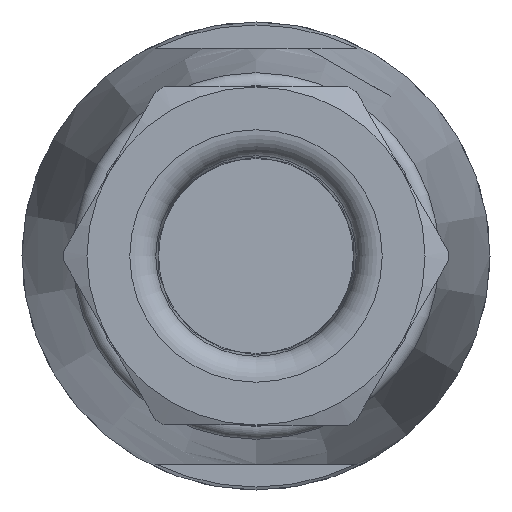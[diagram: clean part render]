
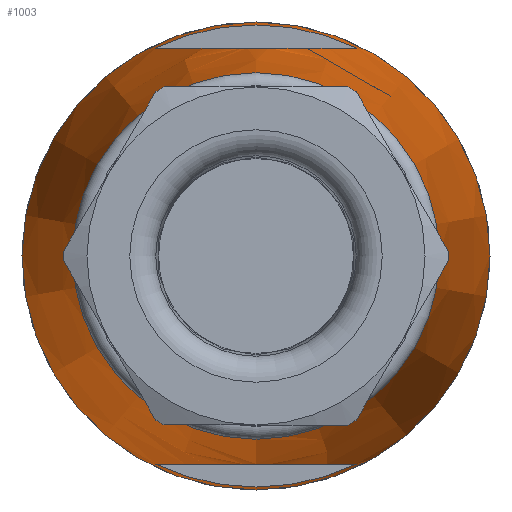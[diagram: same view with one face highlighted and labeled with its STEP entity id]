
A CAD part, left-side view. The second image highlights one B-rep face of the part: STEP entity #1003.
In plain terms, the highlighted conical face has half-angle 6.52 degrees and reference radius 9 mm.
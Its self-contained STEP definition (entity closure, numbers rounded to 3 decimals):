
#713=CONICAL_SURFACE('',#3008,9.,6.52);
#1003=ADVANCED_FACE('',(#1396,#1397,#1398,#1399),#713,.T.);
#1338=B_SPLINE_CURVE_WITH_KNOTS('',3,(#5683,#5684,#5685,#5686,#5687,#5688,
#5689,#5690,#5691,#5692,#5693,#5694,#5695,#5696,#5697,#5698,#5699,#5700),
 .UNSPECIFIED.,.F.,.F.,(4,2,2,2,2,2,2,2,4),(0.,0.25,0.375,0.438,0.5,0.563,
0.625,0.75,1.),.UNSPECIFIED.);
#1339=B_SPLINE_CURVE_WITH_KNOTS('',3,(#5704,#5705,#5706,#5707,#5708,#5709,
#5710,#5711,#5712,#5713,#5714,#5715,#5716,#5717,#5718,#5719,#5720,#5721),
 .UNSPECIFIED.,.F.,.F.,(4,2,2,2,2,2,2,2,4),(0.,0.25,0.375,0.438,0.5,0.563,
0.625,0.75,1.),.UNSPECIFIED.);
#1396=FACE_BOUND('',#1557,.T.);
#1397=FACE_BOUND('',#1558,.T.);
#1398=FACE_BOUND('',#1559,.T.);
#1399=FACE_BOUND('',#1560,.T.);
#1557=EDGE_LOOP('',(#2139));
#1558=EDGE_LOOP('',(#2140));
#1559=EDGE_LOOP('',(#2141,#2142));
#1560=EDGE_LOOP('',(#2143,#2144));
#2139=ORIENTED_EDGE('',*,*,#2646,.T.);
#2140=ORIENTED_EDGE('',*,*,#2647,.F.);
#2141=ORIENTED_EDGE('',*,*,#2648,.T.);
#2142=ORIENTED_EDGE('',*,*,#2649,.T.);
#2143=ORIENTED_EDGE('',*,*,#2650,.F.);
#2144=ORIENTED_EDGE('',*,*,#2651,.F.);
#2354=VERTEX_POINT('',#5680);
#2355=VERTEX_POINT('',#5682);
#2356=VERTEX_POINT('',#5701);
#2357=VERTEX_POINT('',#5702);
#2358=VERTEX_POINT('',#5722);
#2359=VERTEX_POINT('',#5723);
#2646=EDGE_CURVE('',#2354,#2354,#2768,.T.);
#2647=EDGE_CURVE('',#2355,#2355,#2769,.T.);
#2648=EDGE_CURVE('',#2356,#2357,#1338,.T.);
#2649=EDGE_CURVE('',#2357,#2356,#2770,.T.);
#2650=EDGE_CURVE('',#2358,#2359,#1339,.T.);
#2651=EDGE_CURVE('',#2359,#2358,#2771,.T.);
#2768=CIRCLE('',#3004,9.);
#2769=CIRCLE('',#3005,7.051);
#2770=CIRCLE('',#3006,8.886);
#2771=CIRCLE('',#3007,8.886);
#3004=AXIS2_PLACEMENT_3D('',#5679,#3598,#3599);
#3005=AXIS2_PLACEMENT_3D('',#5681,#3600,#3601);
#3006=AXIS2_PLACEMENT_3D('',#5703,#3602,#3603);
#3007=AXIS2_PLACEMENT_3D('',#5724,#3604,#3605);
#3008=AXIS2_PLACEMENT_3D('',#5725,#3606,#3607);
#3598=DIRECTION('',(-1.,0.,0.));
#3599=DIRECTION('',(0.,0.,-1.));
#3600=DIRECTION('',(-1.,0.,0.));
#3601=DIRECTION('',(0.,0.,-1.));
#3602=DIRECTION('',(1.,0.,0.));
#3603=DIRECTION('',(0.,-1.,0.));
#3604=DIRECTION('',(-1.,0.,0.));
#3605=DIRECTION('',(0.,1.,0.));
#3606=DIRECTION('',(1.,0.,0.));
#3607=DIRECTION('',(0.,0.,1.));
#5679=CARTESIAN_POINT('',(-0.5,0.,0.));
#5680=CARTESIAN_POINT('',(-0.5,0.,-9.));
#5681=CARTESIAN_POINT('',(-17.557,0.,0.));
#5682=CARTESIAN_POINT('',(-17.557,0.,-7.051));
#5683=CARTESIAN_POINT('',(-1.5,3.867,-8.));
#5684=CARTESIAN_POINT('',(-2.925,3.493,-8.));
#5685=CARTESIAN_POINT('',(-4.341,3.088,-8.));
#5686=CARTESIAN_POINT('',(-6.42,2.311,-8.));
#5687=CARTESIAN_POINT('',(-7.115,2.023,-8.));
#5688=CARTESIAN_POINT('',(-8.091,1.473,-8.));
#5689=CARTESIAN_POINT('',(-8.405,1.272,-8.));
#5690=CARTESIAN_POINT('',(-8.962,0.769,-8.));
#5691=CARTESIAN_POINT('',(-9.222,0.445,-8.));
#5692=CARTESIAN_POINT('',(-9.274,-0.324,-8.));
#5693=CARTESIAN_POINT('',(-9.041,-0.673,-8.));
#5694=CARTESIAN_POINT('',(-8.5,-1.203,-8.));
#5695=CARTESIAN_POINT('',(-8.18,-1.416,-8.));
#5696=CARTESIAN_POINT('',(-7.205,-1.983,-8.));
#5697=CARTESIAN_POINT('',(-6.506,-2.276,-8.));
#5698=CARTESIAN_POINT('',(-4.392,-3.074,-8.));
#5699=CARTESIAN_POINT('',(-2.95,-3.487,-8.));
#5700=CARTESIAN_POINT('',(-1.5,-3.867,-8.));
#5701=CARTESIAN_POINT('',(-1.5,3.867,-8.));
#5702=CARTESIAN_POINT('',(-1.5,-3.867,-8.));
#5703=CARTESIAN_POINT('',(-1.5,0.,0.));
#5704=CARTESIAN_POINT('',(-1.5,3.867,8.));
#5705=CARTESIAN_POINT('',(-2.925,3.493,8.));
#5706=CARTESIAN_POINT('',(-4.341,3.088,8.));
#5707=CARTESIAN_POINT('',(-6.42,2.311,8.));
#5708=CARTESIAN_POINT('',(-7.115,2.023,8.));
#5709=CARTESIAN_POINT('',(-8.091,1.473,8.));
#5710=CARTESIAN_POINT('',(-8.405,1.272,8.));
#5711=CARTESIAN_POINT('',(-8.962,0.769,8.));
#5712=CARTESIAN_POINT('',(-9.222,0.445,8.));
#5713=CARTESIAN_POINT('',(-9.274,-0.324,8.));
#5714=CARTESIAN_POINT('',(-9.041,-0.673,8.));
#5715=CARTESIAN_POINT('',(-8.5,-1.203,8.));
#5716=CARTESIAN_POINT('',(-8.18,-1.416,8.));
#5717=CARTESIAN_POINT('',(-7.205,-1.983,8.));
#5718=CARTESIAN_POINT('',(-6.506,-2.276,8.));
#5719=CARTESIAN_POINT('',(-4.392,-3.074,8.));
#5720=CARTESIAN_POINT('',(-2.95,-3.487,8.));
#5721=CARTESIAN_POINT('',(-1.5,-3.867,8.));
#5722=CARTESIAN_POINT('',(-1.5,3.867,8.));
#5723=CARTESIAN_POINT('',(-1.5,-3.867,8.));
#5724=CARTESIAN_POINT('',(-1.5,0.,0.));
#5725=CARTESIAN_POINT('',(-0.5,0.,0.));
